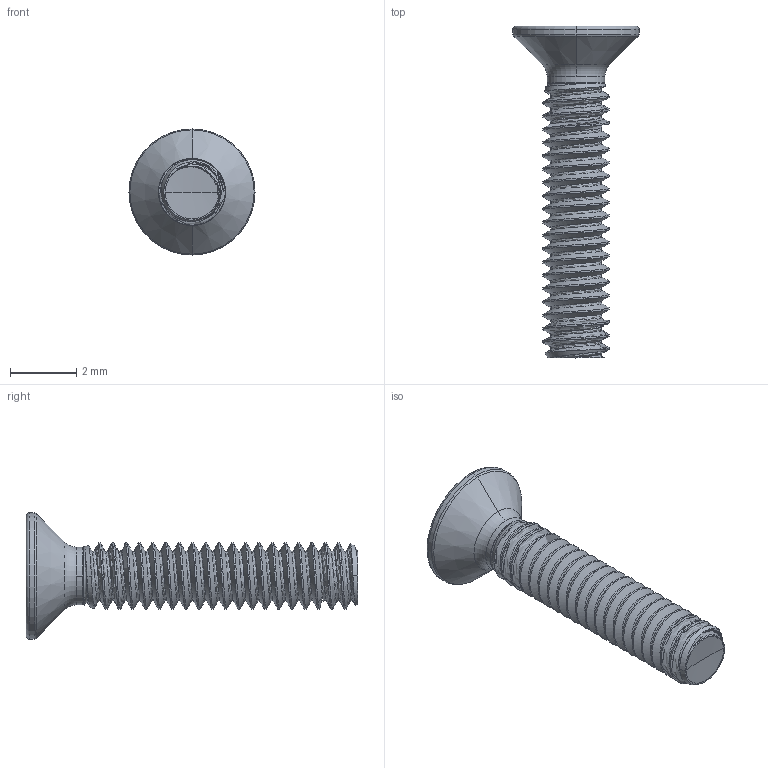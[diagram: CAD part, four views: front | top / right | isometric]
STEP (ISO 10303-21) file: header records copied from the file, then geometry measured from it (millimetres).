
FILE_DESCRIPTION (( 'STEP AP203' ), '1' );
FILE_NAME ('STM410200100.STEP', '2020-12-18T16:46:47', ( '' ), ( '' ), 'SwSTEP 2.0', 'SolidWorks 2015', '' );
FILE_SCHEMA (( 'CONFIG_CONTROL_DESIGN' ));
Length unit declared in the file: millimetre
Products named in the file (2): STM410200100
Bounding box: 3.8 x 10 x 3.8 mm (x, y, z)
Volume: 29.1 mm3; surface area: 110.9 mm2
Topology: 1 solids, 1 shells, 109 faces, 289 edges, 181 vertices
Faces by surface type: cylinder 63, bspline 18, torus 12, cone 12, sphere 2, plane 2
Entity records: 25116 total; most frequent: CARTESIAN_POINT 22651, ORIENTED_EDGE 574, DIRECTION 375, EDGE_CURVE 287, VERTEX_POINT 181, AXIS2_PLACEMENT_3D 151, B_SPLINE_CURVE_WITH_KNOTS 115, EDGE_LOOP 110
